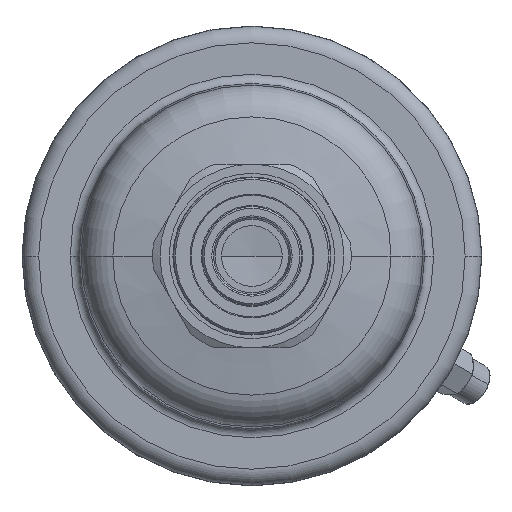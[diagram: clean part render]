
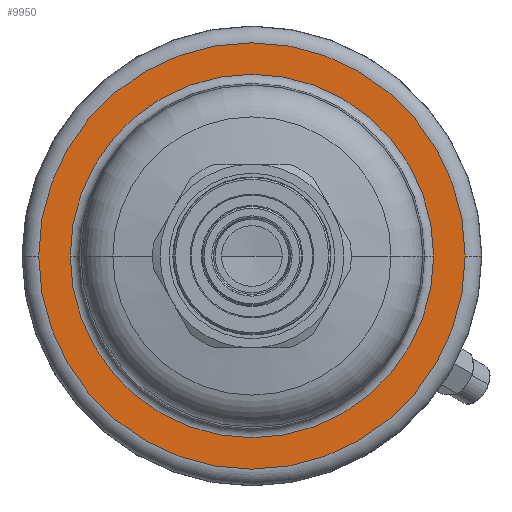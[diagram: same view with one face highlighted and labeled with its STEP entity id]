
A CAD part, left-side view. The second image highlights one B-rep face of the part: STEP entity #9950.
In plain terms, the highlighted planar face has unit normal (-1, 0, 0).
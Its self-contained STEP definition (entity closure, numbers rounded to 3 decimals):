
#5133=CARTESIAN_POINT('',(23.5,0.,0.));
#5134=DIRECTION('',(1.,0.,0.));
#5135=DIRECTION('',(0.,1.,0.));
#5136=AXIS2_PLACEMENT_3D('',#5133,#5134,#5135);
#5138=CARTESIAN_POINT('',(23.5,0.,0.));
#5139=DIRECTION('',(-1.,0.,0.));
#5140=DIRECTION('',(0.,1.,0.));
#5141=AXIS2_PLACEMENT_3D('',#5138,#5139,#5140);
#5153=CARTESIAN_POINT('',(23.5,0.,0.));
#5154=DIRECTION('',(-1.,0.,0.));
#5155=DIRECTION('',(0.,1.,0.));
#5156=AXIS2_PLACEMENT_3D('',#5153,#5154,#5155);
#5158=CARTESIAN_POINT('',(23.5,0.,0.));
#5159=DIRECTION('',(1.,0.,0.));
#5160=DIRECTION('',(0.,1.,0.));
#5161=AXIS2_PLACEMENT_3D('',#5158,#5159,#5160);
#8414=CARTESIAN_POINT('',(23.5,58.,0.));
#8416=VERTEX_POINT('',#8414);
#8417=CARTESIAN_POINT('',(23.5,49.431,0.));
#8419=VERTEX_POINT('',#8417);
#8446=CARTESIAN_POINT('',(23.5,-58.,0.));
#8448=VERTEX_POINT('',#8446);
#8449=CARTESIAN_POINT('',(23.5,-49.431,0.));
#8451=VERTEX_POINT('',#8449);
#9935=CARTESIAN_POINT('',(23.5,0.,0.));
#9936=DIRECTION('',(1.,0.,0.));
#9937=DIRECTION('',(0.,-1.,0.));
#9938=AXIS2_PLACEMENT_3D('',#9935,#9936,#9937);
#9939=PLANE('',#9938);
#9940=ORIENTED_EDGE('',*,*,#9917,.T.);
#9941=ORIENTED_EDGE('',*,*,#9928,.F.);
#9942=EDGE_LOOP('',(#9940,#9941));
#9943=FACE_OUTER_BOUND('',#9942,.F.);
#9945=ORIENTED_EDGE('',*,*,#9944,.T.);
#9947=ORIENTED_EDGE('',*,*,#9946,.F.);
#9948=EDGE_LOOP('',(#9945,#9947));
#9949=FACE_BOUND('',#9948,.F.);
#9950=ADVANCED_FACE('',(#9943,#9949),#9939,.F.);
#5137=CIRCLE('',#5136,58.);
#5142=CIRCLE('',#5141,58.);
#5157=CIRCLE('',#5156,49.431);
#5162=CIRCLE('',#5161,49.431);
#9917=EDGE_CURVE('',#8416,#8448,#5137,.T.);
#9928=EDGE_CURVE('',#8416,#8448,#5142,.T.);
#9944=EDGE_CURVE('',#8419,#8451,#5157,.T.);
#9946=EDGE_CURVE('',#8419,#8451,#5162,.T.);
